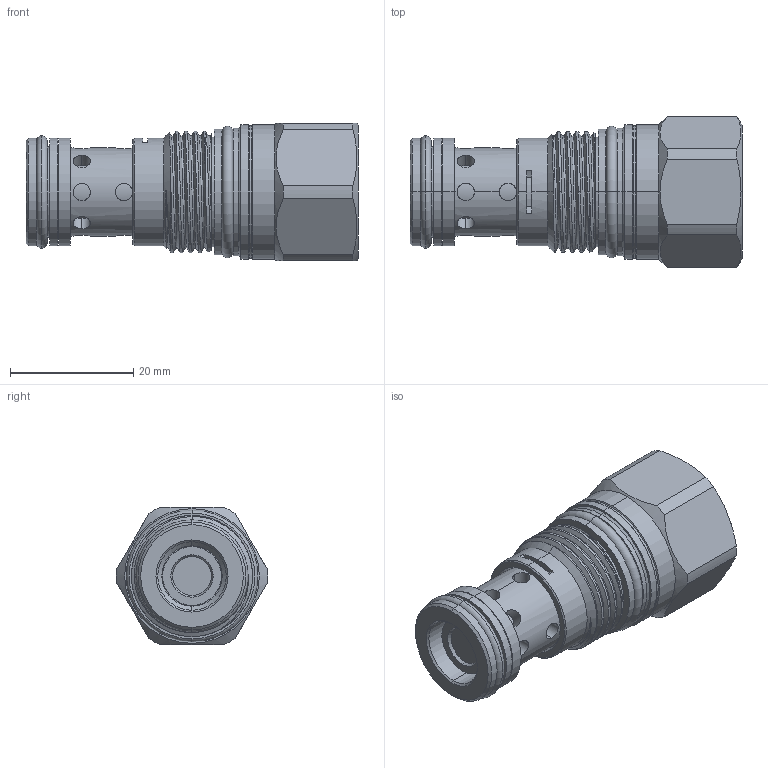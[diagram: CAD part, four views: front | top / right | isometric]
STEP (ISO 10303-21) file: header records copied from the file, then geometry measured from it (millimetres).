
FILE_DESCRIPTION (( 'STEP AP203' ), '1' );
FILE_NAME ('FR13A2C-N.STEP', '2020-03-20T00:57:49', ( '' ), ( '' ), 'SwSTEP 2.0', 'SolidWorks 2018', '' );
FILE_SCHEMA (( 'CONFIG_CONTROL_DESIGN' ));
Length unit declared in the file: millimetre
Products named in the file (1): FR13A2C-N
Bounding box: 53.82 x 24.59 x 22.22 mm (x, y, z)
Volume: 15456.5 mm3; surface area: 5983.2 mm2
Topology: 2 solids, 2 shells, 153 faces, 350 edges, 222 vertices
Faces by surface type: cylinder 92, cone 25, plane 25, torus 8, bspline 3
Entity records: 7012 total; most frequent: CARTESIAN_POINT 3602, ORIENTED_EDGE 700, DIRECTION 675, EDGE_CURVE 350, AXIS2_PLACEMENT_3D 280, VERTEX_POINT 222, EDGE_LOOP 176, ADVANCED_FACE 153
